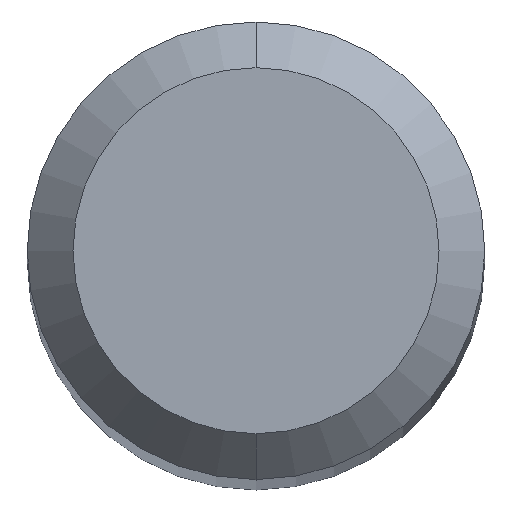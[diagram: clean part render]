
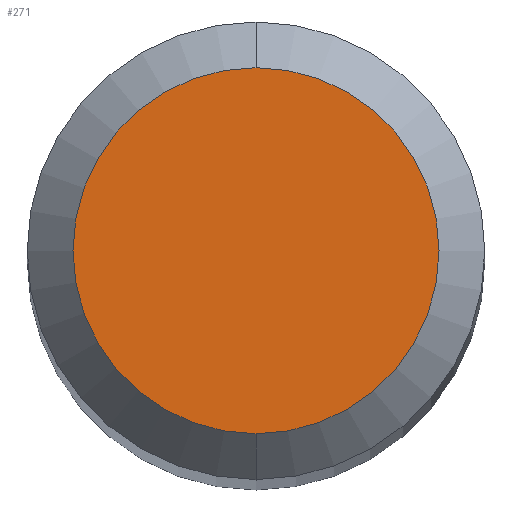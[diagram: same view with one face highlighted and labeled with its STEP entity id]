
A CAD part, top view. The second image highlights one B-rep face of the part: STEP entity #271.
In plain terms, the highlighted planar face has unit normal (0, 0, 1).
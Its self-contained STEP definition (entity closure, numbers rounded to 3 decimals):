
#231=EDGE_CURVE('',#369,#323,#525,.T.);
#271=ADVANCED_FACE('',(#570),#571,.T.);
#313=EDGE_CURVE('',#323,#369,#617,.T.);
#323=VERTEX_POINT('',#629);
#369=VERTEX_POINT('',#680);
#525=CIRCLE('',#904,1.2);
#570=FACE_OUTER_BOUND('',#1013,.T.);
#571=PLANE('',#1014);
#617=CIRCLE('',#1106,1.2);
#629=CARTESIAN_POINT('',(0.,-1.2,0.0));
#680=CARTESIAN_POINT('',(0.0,1.2,0.0));
#904=AXIS2_PLACEMENT_3D('',#1429,#1430,#1431);
#1013=EDGE_LOOP('',(#1489,#1490));
#1014=AXIS2_PLACEMENT_3D('',#1491,#1492,#1493);
#1106=AXIS2_PLACEMENT_3D('',#1538,#1539,#1540);
#1429=CARTESIAN_POINT('',(0.0,0.0,0.0));
#1430=DIRECTION('',(0.0,0.0,-1.0));
#1431=DIRECTION('',(0.0,1.0,0.0));
#1489=ORIENTED_EDGE('',*,*,#231,.F.);
#1490=ORIENTED_EDGE('',*,*,#313,.F.);
#1491=CARTESIAN_POINT('',(0.0,0.6,0.0));
#1492=DIRECTION('',(-0.0,0.0,1.0));
#1493=DIRECTION('',(0.0,-1.0,0.0));
#1538=CARTESIAN_POINT('',(0.0,0.0,0.0));
#1539=DIRECTION('',(0.0,0.0,-1.0));
#1540=DIRECTION('',(0.0,1.0,0.0));
